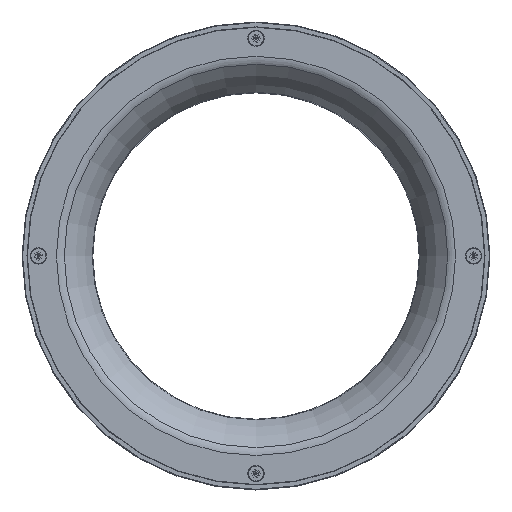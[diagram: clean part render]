
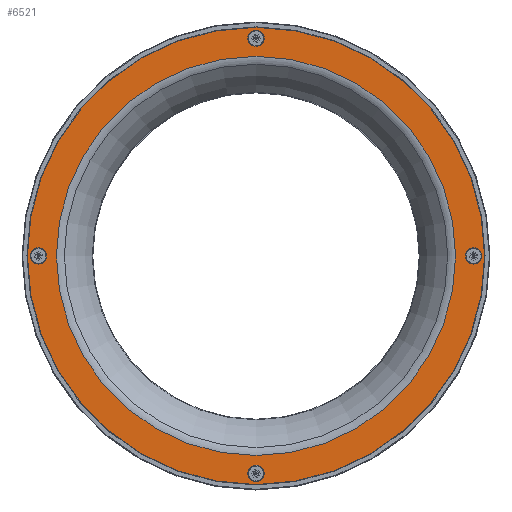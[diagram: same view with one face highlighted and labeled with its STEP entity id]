
A CAD part, top view. The second image highlights one B-rep face of the part: STEP entity #6521.
In plain terms, the highlighted planar face has unit normal (0, 0, 1).
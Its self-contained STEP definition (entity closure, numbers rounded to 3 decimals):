
#677=PLANE('',#6929);
#969=ORIENTED_EDGE('',*,*,#1958,.T.);
#970=ORIENTED_EDGE('',*,*,#1959,.T.);
#971=ORIENTED_EDGE('',*,*,#1960,.T.);
#972=ORIENTED_EDGE('',*,*,#1961,.T.);
#973=ORIENTED_EDGE('',*,*,#1962,.T.);
#974=ORIENTED_EDGE('',*,*,#1956,.F.);
#1956=EDGE_CURVE('',#2476,#2476,#2832,.T.);
#1958=EDGE_CURVE('',#2478,#2478,#2834,.T.);
#1959=EDGE_CURVE('',#2479,#2479,#2835,.T.);
#1960=EDGE_CURVE('',#2480,#2480,#2836,.T.);
#1961=EDGE_CURVE('',#2481,#2481,#2837,.T.);
#1962=EDGE_CURVE('',#2482,#2482,#2838,.T.);
#2476=VERTEX_POINT('',#8998);
#2478=VERTEX_POINT('',#9003);
#2479=VERTEX_POINT('',#9005);
#2480=VERTEX_POINT('',#9007);
#2481=VERTEX_POINT('',#9009);
#2482=VERTEX_POINT('',#9011);
#2832=CIRCLE('',#6927,84.04);
#2834=CIRCLE('',#6930,3.);
#2835=CIRCLE('',#6931,3.);
#2836=CIRCLE('',#6932,3.);
#2837=CIRCLE('',#6933,3.);
#2838=CIRCLE('',#6934,73.367);
#3110=EDGE_LOOP('',(#969));
#3111=EDGE_LOOP('',(#970));
#3112=EDGE_LOOP('',(#971));
#3113=EDGE_LOOP('',(#972));
#3114=EDGE_LOOP('',(#973));
#3115=EDGE_LOOP('',(#974));
#3624=FACE_BOUND('',#3110,.T.);
#3625=FACE_BOUND('',#3111,.T.);
#3626=FACE_BOUND('',#3112,.T.);
#3627=FACE_BOUND('',#3113,.T.);
#3628=FACE_BOUND('',#3114,.T.);
#3629=FACE_BOUND('',#3115,.T.);
#6521=ADVANCED_FACE('',(#3624,#3625,#3626,#3627,#3628,#3629),#677,.T.);
#6927=AXIS2_PLACEMENT_3D('',#8997,#7621,#7622);
#6929=AXIS2_PLACEMENT_3D('',#9001,#7625,#7626);
#6930=AXIS2_PLACEMENT_3D('',#9002,#7627,#7628);
#6931=AXIS2_PLACEMENT_3D('',#9004,#7629,#7630);
#6932=AXIS2_PLACEMENT_3D('',#9006,#7631,#7632);
#6933=AXIS2_PLACEMENT_3D('',#9008,#7633,#7634);
#6934=AXIS2_PLACEMENT_3D('',#9010,#7635,#7636);
#7621=DIRECTION('',(0.,0.,-1.));
#7622=DIRECTION('',(0.,-1.,0.));
#7625=DIRECTION('',(0.,0.,1.));
#7626=DIRECTION('',(0.,1.,0.));
#7627=DIRECTION('',(0.,0.,-1.));
#7628=DIRECTION('',(1.,0.,0.));
#7629=DIRECTION('',(0.,0.,-1.));
#7630=DIRECTION('',(1.,0.,0.));
#7631=DIRECTION('',(0.,0.,-1.));
#7632=DIRECTION('',(1.,0.,0.));
#7633=DIRECTION('',(0.,0.,-1.));
#7634=DIRECTION('',(1.,0.,0.));
#7635=DIRECTION('',(0.,0.,-1.));
#7636=DIRECTION('',(0.,-1.,0.));
#8997=CARTESIAN_POINT('',(0.,0.,27.3));
#8998=CARTESIAN_POINT('',(0.,-84.04,27.3));
#9001=CARTESIAN_POINT('',(0.,-84.04,27.3));
#9002=CARTESIAN_POINT('',(-80.,0.,27.3));
#9003=CARTESIAN_POINT('',(-77.,0.,27.3));
#9004=CARTESIAN_POINT('',(0.,-80.,27.3));
#9005=CARTESIAN_POINT('',(3.,-80.,27.3));
#9006=CARTESIAN_POINT('',(80.,0.,27.3));
#9007=CARTESIAN_POINT('',(83.,0.,27.3));
#9008=CARTESIAN_POINT('',(0.,80.,27.3));
#9009=CARTESIAN_POINT('',(3.,80.,27.3));
#9010=CARTESIAN_POINT('',(0.,0.,27.3));
#9011=CARTESIAN_POINT('',(0.,-73.367,27.3));
